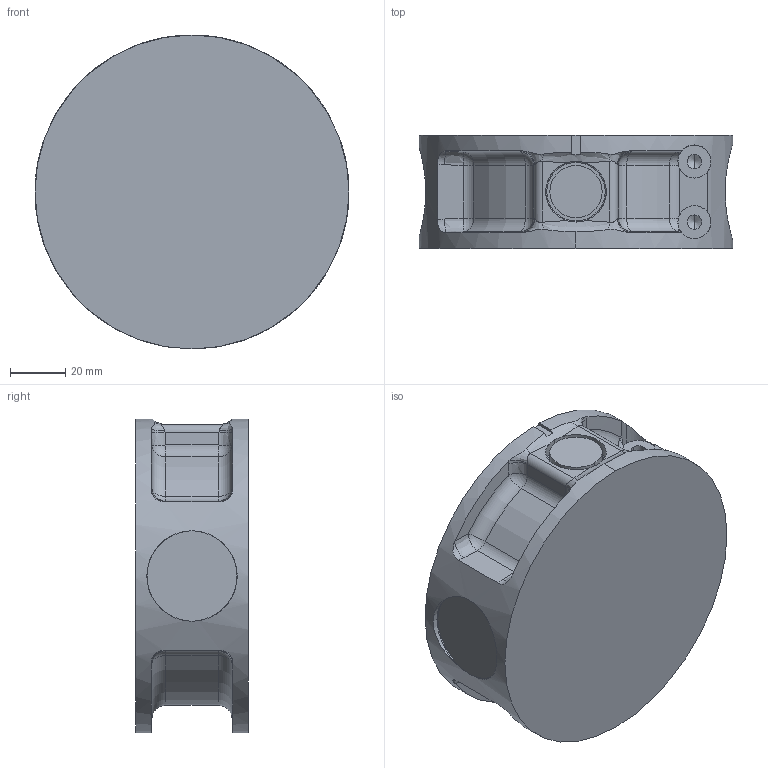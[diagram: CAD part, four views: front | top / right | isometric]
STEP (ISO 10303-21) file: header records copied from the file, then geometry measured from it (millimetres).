
FILE_DESCRIPTION (( 'STEP AP203' ), '1' );
FILE_NAME ('Link5_02_Default_sldprt.STEP', '2020-04-16T14:26:50', ( '' ), ( '' ), 'SwSTEP 2.0', 'SolidWorks 2018', '' );
FILE_SCHEMA (( 'CONFIG_CONTROL_DESIGN' ));
Length unit declared in the file: millimetre
Products named in the file (1): Link5_02_Default_sldprt
Bounding box: 114 x 41 x 114 mm (x, y, z)
Volume: 360137.1 mm3; surface area: 39734 mm2
Topology: 1 solids, 4 shells, 130 faces, 299 edges, 178 vertices
Faces by surface type: cylinder 39, bspline 32, plane 22, torus 15, sphere 12, cone 10
Entity records: 5014 total; most frequent: CARTESIAN_POINT 2268, ORIENTED_EDGE 590, DIRECTION 517, EDGE_CURVE 295, AXIS2_PLACEMENT_3D 231, VERTEX_POINT 178, EDGE_LOOP 135, CIRCLE 132
